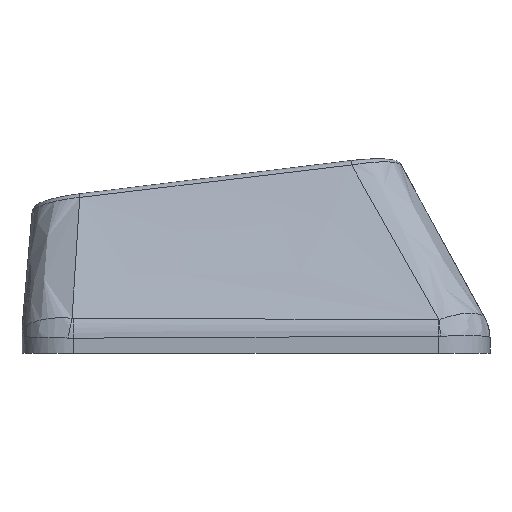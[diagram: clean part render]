
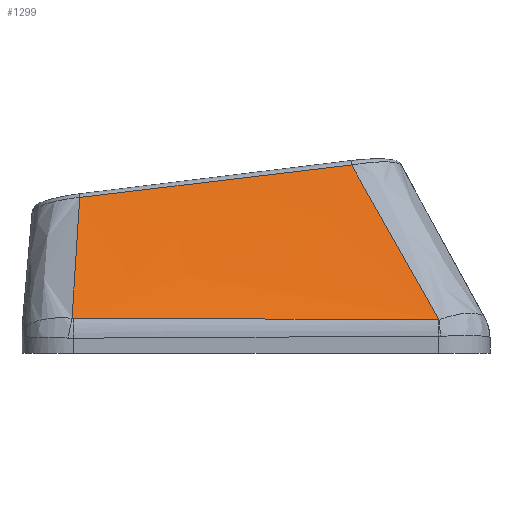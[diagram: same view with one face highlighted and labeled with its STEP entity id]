
A CAD part, left-side view. The second image highlights one B-rep face of the part: STEP entity #1299.
In plain terms, the highlighted free-form (B-spline) face has degree [3, 3] with [4, 4] control points.
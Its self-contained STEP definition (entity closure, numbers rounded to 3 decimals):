
#35=B_SPLINE_SURFACE_WITH_KNOTS('',3,3,((#2743,#2744,#2745,#2746),(#2747,
#2748,#2749,#2750),(#2751,#2752,#2753,#2754),(#2755,#2756,#2757,#2758)),
 .UNSPECIFIED.,.F.,.F.,.F.,(4,4),(4,4),(0.101,0.893),
(0.031,0.954),.UNSPECIFIED.);
#278=FACE_OUTER_BOUND('',#362,.T.);
#362=EDGE_LOOP('',(#1029,#1030,#1031,#1032,#1033,#1034));
#471=B_SPLINE_CURVE_WITH_KNOTS('',3,(#2601,#2602,#2603,#2604),
 .UNSPECIFIED.,.F.,.F.,(4,4),(0.,0.005),.UNSPECIFIED.);
#473=B_SPLINE_CURVE_WITH_KNOTS('',3,(#2628,#2629,#2630,#2631),
 .UNSPECIFIED.,.F.,.F.,(4,4),(0.,1.416),.UNSPECIFIED.);
#475=B_SPLINE_CURVE_WITH_KNOTS('',3,(#2655,#2656,#2657,#2658),
 .UNSPECIFIED.,.F.,.F.,(4,4),(0.,0.002),.UNSPECIFIED.);
#478=B_SPLINE_CURVE_WITH_KNOTS('',3,(#2760,#2761,#2762,#2763),
 .UNSPECIFIED.,.F.,.F.,(4,4),(0.025,0.771),
 .UNSPECIFIED.);
#479=B_SPLINE_CURVE_WITH_KNOTS('',3,(#2765,#2766,#2767,#2768),
 .UNSPECIFIED.,.F.,.F.,(4,4),(-1.062,0.),.UNSPECIFIED.);
#480=B_SPLINE_CURVE_WITH_KNOTS('',3,(#2769,#2770,#2771,#2772),
 .UNSPECIFIED.,.F.,.F.,(4,4),(-0.569,-0.021),
 .UNSPECIFIED.);
#594=VERTEX_POINT('',#2569);
#596=VERTEX_POINT('',#2599);
#598=VERTEX_POINT('',#2626);
#600=VERTEX_POINT('',#2653);
#607=VERTEX_POINT('',#2759);
#608=VERTEX_POINT('',#2764);
#751=EDGE_CURVE('',#596,#594,#471,.T.);
#754=EDGE_CURVE('',#598,#596,#473,.T.);
#757=EDGE_CURVE('',#600,#598,#475,.T.);
#769=EDGE_CURVE('',#607,#600,#478,.T.);
#770=EDGE_CURVE('',#608,#607,#479,.T.);
#771=EDGE_CURVE('',#594,#608,#480,.T.);
#1029=ORIENTED_EDGE('',*,*,#751,.F.);
#1030=ORIENTED_EDGE('',*,*,#754,.F.);
#1031=ORIENTED_EDGE('',*,*,#757,.F.);
#1032=ORIENTED_EDGE('',*,*,#769,.F.);
#1033=ORIENTED_EDGE('',*,*,#770,.F.);
#1034=ORIENTED_EDGE('',*,*,#771,.F.);
#1299=ADVANCED_FACE('',(#278),#35,.T.);
#2569=CARTESIAN_POINT('',(-8.864,7.138,0.361));
#2599=CARTESIAN_POINT('',(-8.867,7.086,0.356));
#2601=CARTESIAN_POINT('Ctrl Pts',(-8.867,7.086,0.356));
#2602=CARTESIAN_POINT('Ctrl Pts',(-8.867,7.103,0.356));
#2603=CARTESIAN_POINT('Ctrl Pts',(-8.866,7.121,0.358));
#2604=CARTESIAN_POINT('Ctrl Pts',(-8.864,7.138,0.361));
#2626=CARTESIAN_POINT('',(-8.936,-7.078,0.304));
#2628=CARTESIAN_POINT('Ctrl Pts',(-8.936,-7.078,0.304));
#2629=CARTESIAN_POINT('Ctrl Pts',(-8.919,-2.357,0.32));
#2630=CARTESIAN_POINT('Ctrl Pts',(-8.897,2.364,0.337));
#2631=CARTESIAN_POINT('Ctrl Pts',(-8.867,7.086,0.356));
#2653=CARTESIAN_POINT('',(-8.936,-7.099,0.305));
#2655=CARTESIAN_POINT('Ctrl Pts',(-8.936,-7.099,0.305));
#2656=CARTESIAN_POINT('Ctrl Pts',(-8.936,-7.092,0.305));
#2657=CARTESIAN_POINT('Ctrl Pts',(-8.936,-7.085,0.304));
#2658=CARTESIAN_POINT('Ctrl Pts',(-8.936,-7.078,0.304));
#2743=CARTESIAN_POINT('Ctrl Pts',(-6.065,-4.087,6.351));
#2744=CARTESIAN_POINT('Ctrl Pts',(-7.022,-5.091,4.336));
#2745=CARTESIAN_POINT('Ctrl Pts',(-7.979,-6.095,2.32));
#2746=CARTESIAN_POINT('Ctrl Pts',(-8.936,-7.099,0.304));
#2747=CARTESIAN_POINT('Ctrl Pts',(-6.065,-0.345,
5.91));
#2748=CARTESIAN_POINT('Ctrl Pts',(-7.022,-1.014,4.034));
#2749=CARTESIAN_POINT('Ctrl Pts',(-7.979,-1.684,2.159));
#2750=CARTESIAN_POINT('Ctrl Pts',(-8.936,-2.353,0.283));
#2751=CARTESIAN_POINT('Ctrl Pts',(-6.065,3.398,5.469));
#2752=CARTESIAN_POINT('Ctrl Pts',(-7.022,3.063,3.733));
#2753=CARTESIAN_POINT('Ctrl Pts',(-7.979,2.728,1.998));
#2754=CARTESIAN_POINT('Ctrl Pts',(-8.936,2.392,0.262));
#2755=CARTESIAN_POINT('Ctrl Pts',(-6.065,7.141,5.027));
#2756=CARTESIAN_POINT('Ctrl Pts',(-7.022,7.14,3.432));
#2757=CARTESIAN_POINT('Ctrl Pts',(-7.979,7.139,1.836));
#2758=CARTESIAN_POINT('Ctrl Pts',(-8.936,7.138,0.241));
#2759=CARTESIAN_POINT('',(-6.065,-3.706,6.306));
#2760=CARTESIAN_POINT('Ctrl Pts',(-6.065,-3.706,6.306));
#2761=CARTESIAN_POINT('Ctrl Pts',(-7.028,-4.842,4.311));
#2762=CARTESIAN_POINT('Ctrl Pts',(-7.984,-5.972,2.309));
#2763=CARTESIAN_POINT('Ctrl Pts',(-8.936,-7.099,0.305));
#2764=CARTESIAN_POINT('',(-6.075,6.84,5.046));
#2765=CARTESIAN_POINT('Ctrl Pts',(-6.075,6.84,5.046));
#2766=CARTESIAN_POINT('Ctrl Pts',(-6.072,3.325,5.464));
#2767=CARTESIAN_POINT('Ctrl Pts',(-6.069,-0.19,
5.884));
#2768=CARTESIAN_POINT('Ctrl Pts',(-6.065,-3.706,6.306));
#2769=CARTESIAN_POINT('Ctrl Pts',(-8.864,7.138,0.361));
#2770=CARTESIAN_POINT('Ctrl Pts',(-7.929,7.032,1.92));
#2771=CARTESIAN_POINT('Ctrl Pts',(-6.998,6.931,3.482));
#2772=CARTESIAN_POINT('Ctrl Pts',(-6.075,6.84,5.046));
